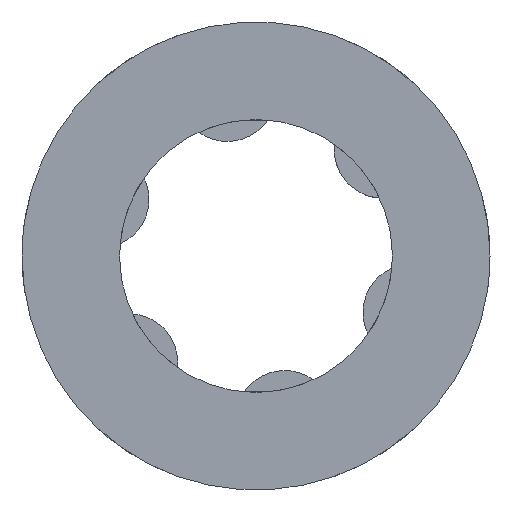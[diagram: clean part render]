
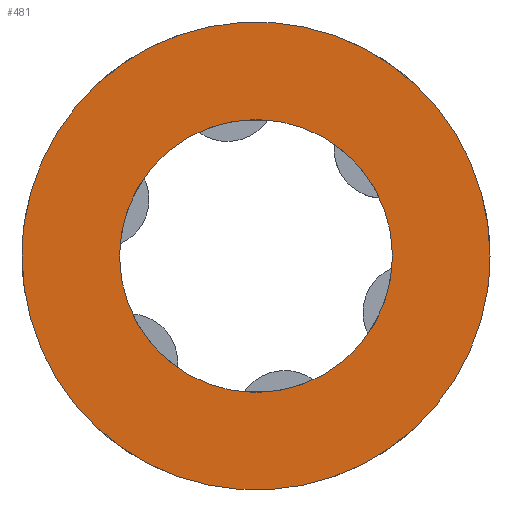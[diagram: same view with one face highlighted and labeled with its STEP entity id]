
A CAD part, front view. The second image highlights one B-rep face of the part: STEP entity #481.
In plain terms, the highlighted planar face has unit normal (0, -1, 0).
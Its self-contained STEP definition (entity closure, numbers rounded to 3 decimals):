
#98=AXIS2_PLACEMENT_3D('Circle Axis2P3D',#96,#97,$) ;
#225=AXIS2_PLACEMENT_3D('Circle Axis2P3D',#223,#224,$) ;
#415=AXIS2_PLACEMENT_3D('Plane Axis2P3D',#412,#413,#414) ;
#79=CARTESIAN_POINT('Vertex',(-3.5,-11.,0.)) ;
#93=CARTESIAN_POINT('Vertex',(3.5,-11.,0.)) ;
#96=CARTESIAN_POINT('Axis2P3D Location',(0.,-11.,0.)) ;
#223=CARTESIAN_POINT('Axis2P3D Location',(0.,-11.,0.)) ;
#412=CARTESIAN_POINT('Axis2P3D Location',(-4.75,-11.,0.)) ;
#418=CARTESIAN_POINT('Control Point',(-6.,-11.,0.)) ;
#419=CARTESIAN_POINT('Control Point',(-6.,-11.,-0.6)) ;
#420=CARTESIAN_POINT('Control Point',(-5.925,-11.,-1.2)) ;
#421=CARTESIAN_POINT('Control Point',(-5.775,-11.,-1.788)) ;
#422=CARTESIAN_POINT('Control Point',(-5.331,-11.,-2.913)) ;
#423=CARTESIAN_POINT('Control Point',(-4.624,-11.,-3.894)) ;
#424=CARTESIAN_POINT('Control Point',(-4.211,-11.,-4.337)) ;
#425=CARTESIAN_POINT('Control Point',(-3.282,-11.,-5.112)) ;
#426=CARTESIAN_POINT('Control Point',(-2.192,-11.,-5.634)) ;
#427=CARTESIAN_POINT('Control Point',(-1.616,-11.,-5.825)) ;
#428=CARTESIAN_POINT('Control Point',(-0.43,-11.,-6.06)) ;
#429=CARTESIAN_POINT('Control Point',(0.778,-11.,-5.995)) ;
#430=CARTESIAN_POINT('Control Point',(1.375,-11.,-5.887)) ;
#431=CARTESIAN_POINT('Control Point',(2.528,-11.,-5.524)) ;
#432=CARTESIAN_POINT('Control Point',(3.557,-11.,-4.888)) ;
#433=CARTESIAN_POINT('Control Point',(4.029,-11.,-4.507)) ;
#434=CARTESIAN_POINT('Control Point',(4.867,-11.,-3.636)) ;
#435=CARTESIAN_POINT('Control Point',(5.465,-11.,-2.585)) ;
#436=CARTESIAN_POINT('Control Point',(5.696,-11.,-2.024)) ;
#437=CARTESIAN_POINT('Control Point',(5.9,-11.,-1.276)) ;
#438=CARTESIAN_POINT('Control Point',(5.982,-11.,-0.51)) ;
#439=CARTESIAN_POINT('Control Point',(5.994,-11.,-0.34)) ;
#440=CARTESIAN_POINT('Control Point',(6.,-11.,-0.17)) ;
#441=CARTESIAN_POINT('Control Point',(6.,-11.,0.)) ;
#442=CARTESIAN_POINT('Vertex',(-6.,-11.,0.)) ;
#444=CARTESIAN_POINT('Vertex',(6.,-11.,0.)) ;
#448=CARTESIAN_POINT('Control Point',(6.,-11.,0.)) ;
#449=CARTESIAN_POINT('Control Point',(6.,-11.,0.6)) ;
#450=CARTESIAN_POINT('Control Point',(5.925,-11.,1.2)) ;
#451=CARTESIAN_POINT('Control Point',(5.775,-11.,1.788)) ;
#452=CARTESIAN_POINT('Control Point',(5.331,-11.,2.913)) ;
#453=CARTESIAN_POINT('Control Point',(4.624,-11.,3.894)) ;
#454=CARTESIAN_POINT('Control Point',(4.211,-11.,4.337)) ;
#455=CARTESIAN_POINT('Control Point',(3.282,-11.,5.112)) ;
#456=CARTESIAN_POINT('Control Point',(2.192,-11.,5.634)) ;
#457=CARTESIAN_POINT('Control Point',(1.616,-11.,5.825)) ;
#458=CARTESIAN_POINT('Control Point',(0.43,-11.,6.06)) ;
#459=CARTESIAN_POINT('Control Point',(-0.778,-11.,5.995)) ;
#460=CARTESIAN_POINT('Control Point',(-1.375,-11.,5.887)) ;
#461=CARTESIAN_POINT('Control Point',(-2.528,-11.,5.524)) ;
#462=CARTESIAN_POINT('Control Point',(-3.557,-11.,4.888)) ;
#463=CARTESIAN_POINT('Control Point',(-4.029,-11.,4.507)) ;
#464=CARTESIAN_POINT('Control Point',(-4.867,-11.,3.636)) ;
#465=CARTESIAN_POINT('Control Point',(-5.465,-11.,2.585)) ;
#466=CARTESIAN_POINT('Control Point',(-5.696,-11.,2.024)) ;
#467=CARTESIAN_POINT('Control Point',(-5.9,-11.,1.276)) ;
#468=CARTESIAN_POINT('Control Point',(-5.982,-11.,0.51)) ;
#469=CARTESIAN_POINT('Control Point',(-5.994,-11.,0.34)) ;
#470=CARTESIAN_POINT('Control Point',(-6.,-11.,0.17)) ;
#471=CARTESIAN_POINT('Control Point',(-6.,-11.,0.)) ;
#97=DIRECTION('Axis2P3D Direction',(0.,-1.,0.)) ;
#224=DIRECTION('Axis2P3D Direction',(0.,-1.,0.)) ;
#413=DIRECTION('Axis2P3D Direction',(0.,-1.,0.)) ;
#414=DIRECTION('Axis2P3D XDirection',(1.,0.,0.)) ;
#474=ORIENTED_EDGE('',*,*,#446,.T.) ;
#475=ORIENTED_EDGE('',*,*,#472,.T.) ;
#478=ORIENTED_EDGE('',*,*,#227,.F.) ;
#479=ORIENTED_EDGE('',*,*,#100,.F.) ;
#480=FACE_BOUND('',#477,.T.) ;
#481=ADVANCED_FACE('',(#476,#480),#416,.T.) ;
#417=B_SPLINE_CURVE_WITH_KNOTS('',5,(#418,#419,#420,#421,#422,#423,#424,#425,#426,#427,#428,#429,#430,#431,#432,#433,#434,#435,#436,#437,#438,#439,#440,#441),.UNSPECIFIED.,.F.,.U.,(6,3,3,3,3,3,3,6),(0.,4.243,8.485,12.728,16.97,21.213,25.456,26.657),.UNSPECIFIED.) ;
#447=B_SPLINE_CURVE_WITH_KNOTS('',5,(#448,#449,#450,#451,#452,#453,#454,#455,#456,#457,#458,#459,#460,#461,#462,#463,#464,#465,#466,#467,#468,#469,#470,#471),.UNSPECIFIED.,.F.,.U.,(6,3,3,3,3,3,3,6),(0.,4.243,8.485,12.728,16.97,21.213,25.456,26.657),.UNSPECIFIED.) ;
#99=CIRCLE('generated circle',#98,3.5) ;
#226=CIRCLE('generated circle',#225,3.5) ;
#100=EDGE_CURVE('',#94,#80,#99,.T.) ;
#227=EDGE_CURVE('',#80,#94,#226,.T.) ;
#446=EDGE_CURVE('',#443,#445,#417,.T.) ;
#472=EDGE_CURVE('',#445,#443,#447,.T.) ;
#473=EDGE_LOOP('',(#474,#475)) ;
#477=EDGE_LOOP('',(#478,#479)) ;
#476=FACE_OUTER_BOUND('',#473,.T.) ;
#416=PLANE('Plane',#415) ;
#80=VERTEX_POINT('',#79) ;
#94=VERTEX_POINT('',#93) ;
#443=VERTEX_POINT('',#442) ;
#445=VERTEX_POINT('',#444) ;
